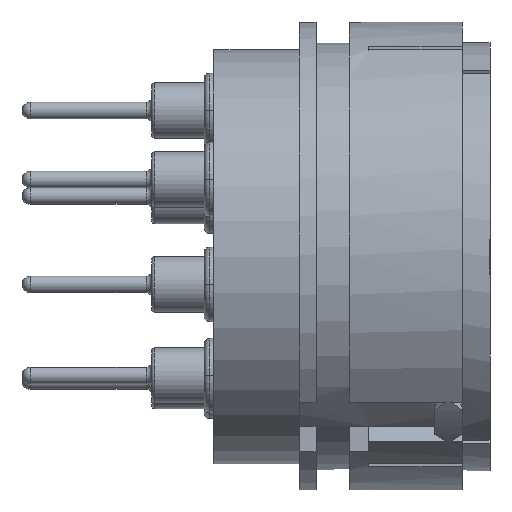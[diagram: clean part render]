
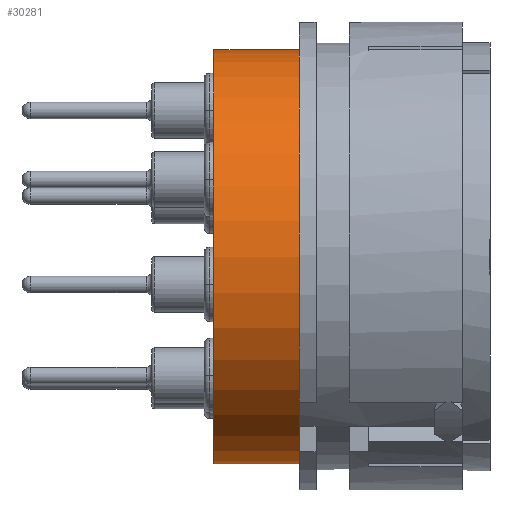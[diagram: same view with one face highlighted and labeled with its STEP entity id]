
A CAD part, left-side view. The second image highlights one B-rep face of the part: STEP entity #30281.
In plain terms, the highlighted cylindrical face has radius 7.5 mm (diameter 15 mm), a partial arc.
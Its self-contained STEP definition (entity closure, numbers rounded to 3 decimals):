
#2587=CARTESIAN_POINT('',(0.,-3.1,0.));
#2588=DIRECTION('',(0.,1.,0.));
#2589=DIRECTION('',(0.,0.,-1.));
#2590=AXIS2_PLACEMENT_3D('',#2587,#2588,#2589);
#2680=DIRECTION('',(0.,-1.,0.));
#2681=VECTOR('',#2680,3.1);
#2682=CARTESIAN_POINT('',(0.,0.,7.5));
#2683=LINE('',#2682,#2681);
#2689=CARTESIAN_POINT('',(0.,0.,0.));
#2690=DIRECTION('',(0.,-1.,0.));
#2691=DIRECTION('',(0.,0.,1.));
#2692=AXIS2_PLACEMENT_3D('',#2689,#2690,#2691);
#4198=DIRECTION('',(0.,-1.,0.));
#4199=VECTOR('',#4198,3.1);
#4200=CARTESIAN_POINT('',(0.,0.,-7.5));
#4201=LINE('',#4200,#4199);
#24641=CARTESIAN_POINT('',(0.,-3.1,7.5));
#24642=CARTESIAN_POINT('',(0.,-3.1,-7.5));
#24643=VERTEX_POINT('',#24641);
#24644=VERTEX_POINT('',#24642);
#24645=CARTESIAN_POINT('',(0.,0.,-7.5));
#24646=CARTESIAN_POINT('',(0.,0.,7.5));
#24647=VERTEX_POINT('',#24645);
#24648=VERTEX_POINT('',#24646);
#30270=CARTESIAN_POINT('',(0.,0.,0.));
#30271=DIRECTION('',(0.,-1.,0.));
#30272=DIRECTION('',(0.,0.,1.));
#30273=AXIS2_PLACEMENT_3D('',#30270,#30271,#30272);
#30274=CYLINDRICAL_SURFACE('',#30273,7.5);
#30275=ORIENTED_EDGE('',*,*,#29471,.F.);
#30276=ORIENTED_EDGE('',*,*,#29460,.T.);
#30277=ORIENTED_EDGE('',*,*,#29314,.F.);
#30278=ORIENTED_EDGE('',*,*,#29457,.F.);
#30279=EDGE_LOOP('',(#30275,#30276,#30277,#30278));
#30280=FACE_OUTER_BOUND('',#30279,.F.);
#2591=CIRCLE('',#2590,7.5);
#2693=CIRCLE('',#2692,7.5);
#29314=EDGE_CURVE('',#24644,#24643,#2591,.T.);
#29457=EDGE_CURVE('',#24647,#24644,#4201,.T.);
#29460=EDGE_CURVE('',#24648,#24643,#2683,.T.);
#29471=EDGE_CURVE('',#24648,#24647,#2693,.T.);
#30281=ADVANCED_FACE('',(#30280),#30274,.T.);
